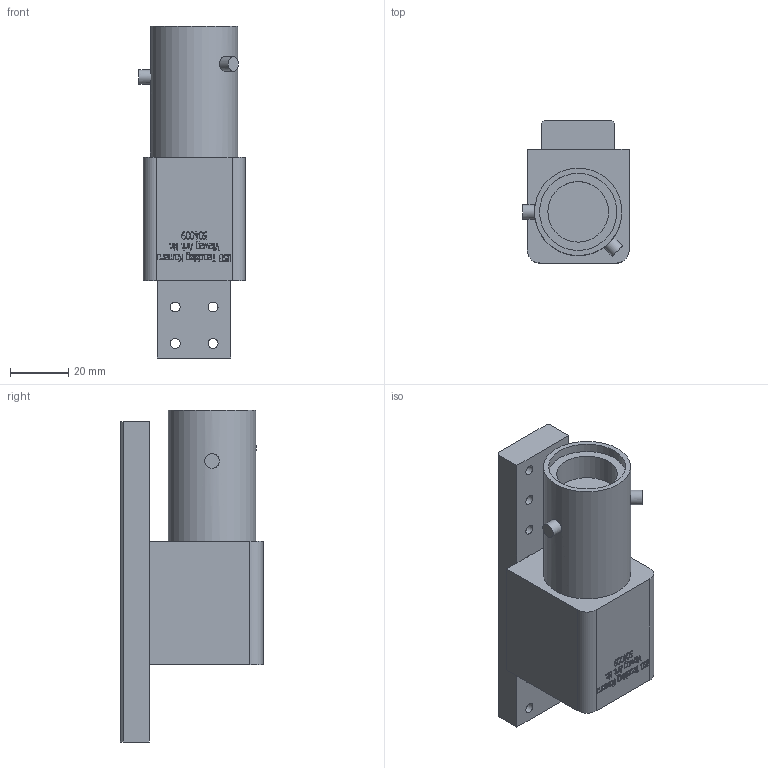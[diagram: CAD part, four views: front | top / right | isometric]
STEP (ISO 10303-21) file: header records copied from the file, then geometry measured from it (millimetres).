
FILE_DESCRIPTION(/* description */ (''),/* implementation_level */ '2;1');
FILE_NAME(/* name */ '504009_USB_TeachingKamera_Shrinkwrap_1.stp',/* time_stamp */ '2021-11-26T14:40:41+01:00',/* author */ ('glueck'),/* organization */ (''),/* preprocessor_version */ 'ST-DEVELOPER v18.1',/* originating_system */ 'Autodesk Inventor 2021',/* authorisation */ '');
FILE_SCHEMA (('AUTOMOTIVE_DESIGN { 1 0 10303 214 3 1 1 }'));
Length unit declared in the file: millimetre
Products named in the file (1): 504009_USB_TeachingKamera_Shrinkwrap_1
Bounding box: 36.5 x 49.2 x 114 mm (x, y, z)
Volume: 109023.6 mm3; surface area: 22710.6 mm2
Topology: 1 solids, 1 shells, 365 faces, 889 edges, 590 vertices
Faces by surface type: plane 262, bspline 58, cylinder 43, torus 2
Full cylindrical faces by diameter (mm): 3.4 x16, 5 x2, 5.5 x2, 6 x18, 20.8 x1, 26.5 x1, 30 x1
Entity records: 12963 total; most frequent: CARTESIAN_POINT 4149, ORIENTED_EDGE 1778, DIRECTION 1475, EDGE_CURVE 889, LINE 675, VECTOR 675, VERTEX_POINT 590, EDGE_LOOP 453
